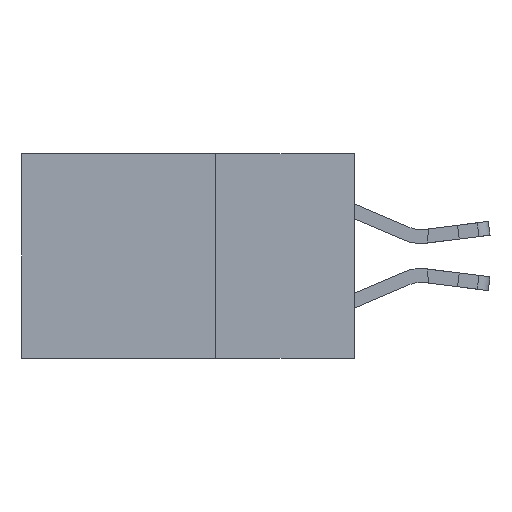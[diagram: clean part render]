
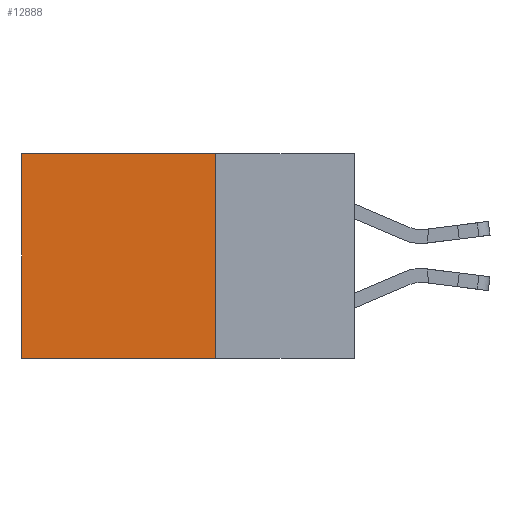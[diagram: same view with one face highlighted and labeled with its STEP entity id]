
A CAD part, left-side view. The second image highlights one B-rep face of the part: STEP entity #12888.
In plain terms, the highlighted planar face has unit normal (-1, 0, 0).
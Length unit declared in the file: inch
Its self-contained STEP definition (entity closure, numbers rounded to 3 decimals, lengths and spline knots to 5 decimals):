
#608 = VERTEX_POINT ( 'NONE', #11085 ) ;
#745 = LINE ( 'NONE', #15002, #9210 ) ;
#847 = VERTEX_POINT ( 'NONE', #1004 ) ;
#1004 = CARTESIAN_POINT ( 'NONE',  ( 0.298, 0.25, 0. ) ) ;
#1299 = EDGE_LOOP ( 'NONE', ( #11448, #11753, #3947, #17728 ) ) ;
#3344 = CARTESIAN_POINT ( 'NONE',  ( 0.298, 0.25, 0. ) ) ;
#3947 = ORIENTED_EDGE ( 'NONE', *, *, #10040, .F. ) ;
#4013 = AXIS2_PLACEMENT_3D ( 'NONE', #15461, #9181, #20233 ) ;
#4536 = FACE_OUTER_BOUND ( 'NONE', #1299, .T. ) ;
#4908 = LINE ( 'NONE', #3344, #8713 ) ;
#4923 = DIRECTION ( 'NONE',  ( 0., 0., -1. ) ) ;
#5493 = VERTEX_POINT ( 'NONE', #6610 ) ;
#5844 = VECTOR ( 'NONE', #17745, 39.37008 ) ;
#6324 = VECTOR ( 'NONE', #8937, 39.37008 ) ;
#6610 = CARTESIAN_POINT ( 'NONE',  ( 0.298, 0.6, -0.37 ) ) ;
#8015 = VERTEX_POINT ( 'NONE', #12760 ) ;
#8713 = VECTOR ( 'NONE', #4923, 39.37008 ) ;
#8906 = EDGE_CURVE ( 'NONE', #8015, #5493, #745, .T. ) ;
#8937 = DIRECTION ( 'NONE',  ( 0., 1., 0. ) ) ;
#9181 = DIRECTION ( 'NONE',  ( 1., 0., 0. ) ) ;
#9210 = VECTOR ( 'NONE', #11824, 39.37008 ) ;
#10040 = EDGE_CURVE ( 'NONE', #847, #8015, #4908, .T. ) ;
#10593 = LINE ( 'NONE', #15217, #6324 ) ;
#11085 = CARTESIAN_POINT ( 'NONE',  ( 0.298, 0.6, 0. ) ) ;
#11269 = EDGE_CURVE ( 'NONE', #608, #5493, #18540, .T. ) ;
#11448 = ORIENTED_EDGE ( 'NONE', *, *, #11269, .T. ) ;
#11753 = ORIENTED_EDGE ( 'NONE', *, *, #8906, .F. ) ;
#11824 = DIRECTION ( 'NONE',  ( 0., 1., 0. ) ) ;
#12135 = EDGE_CURVE ( 'NONE', #847, #608, #10593, .T. ) ;
#12760 = CARTESIAN_POINT ( 'NONE',  ( 0.298, 0.25, -0.37 ) ) ;
#12888 = ADVANCED_FACE ( 'NONE', ( #4536 ), #17084, .F. ) ;
#15002 = CARTESIAN_POINT ( 'NONE',  ( 0.298, 0.25, -0.37 ) ) ;
#15217 = CARTESIAN_POINT ( 'NONE',  ( 0.298, 0.25, 0. ) ) ;
#15461 = CARTESIAN_POINT ( 'NONE',  ( 0.298, 0.25, 0. ) ) ;
#16151 = CARTESIAN_POINT ( 'NONE',  ( 0.298, 0.6, 0. ) ) ;
#17084 = PLANE ( 'NONE',  #4013 ) ;
#17728 = ORIENTED_EDGE ( 'NONE', *, *, #12135, .T. ) ;
#17745 = DIRECTION ( 'NONE',  ( 0., 0., -1. ) ) ;
#18540 = LINE ( 'NONE', #16151, #5844 ) ;
#20233 = DIRECTION ( 'NONE',  ( 0., 0., -1. ) ) ;
